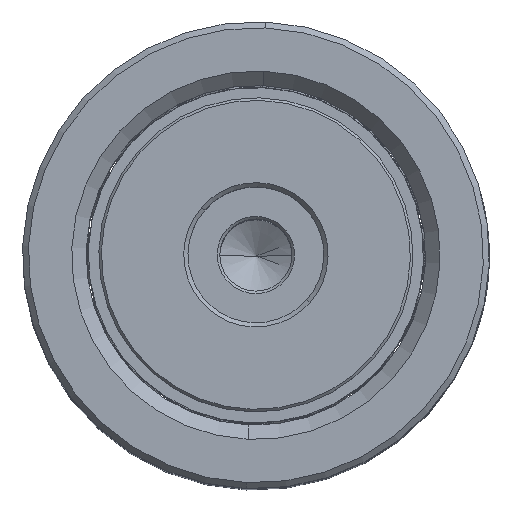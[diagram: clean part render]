
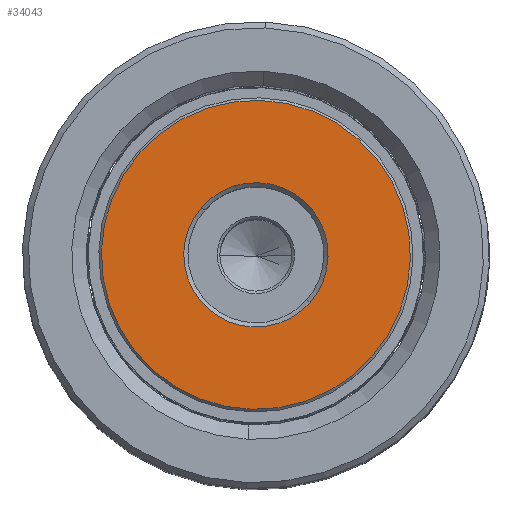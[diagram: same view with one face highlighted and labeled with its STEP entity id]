
A CAD part, top view. The second image highlights one B-rep face of the part: STEP entity #34043.
In plain terms, the highlighted face is planar.
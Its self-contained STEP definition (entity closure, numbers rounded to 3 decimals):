
#1203 = CARTESIAN_POINT ( 'NONE',  ( 8.5, 0., 0. ) ) ;
#1249 = ORIENTED_EDGE ( 'NONE', *, *, #13764, .T. ) ;
#3165 = EDGE_CURVE ( 'NONE', #39040, #23743, #10631, .T. ) ;
#3895 = CARTESIAN_POINT ( 'NONE',  ( 0., 0., 0. ) ) ;
#4069 = AXIS2_PLACEMENT_3D ( 'NONE', #13946, #10509, #24856 ) ;
#5273 = VERTEX_POINT ( 'NONE', #34750 ) ;
#5612 = CARTESIAN_POINT ( 'NONE',  ( 18.2, 0., 0. ) ) ;
#5944 = PLANE ( 'NONE',  #12877 ) ;
#7357 = DIRECTION ( 'NONE',  ( 0., 0., -1. ) ) ;
#9007 = CIRCLE ( 'NONE', #43773, 18.2 ) ;
#9036 = ORIENTED_EDGE ( 'NONE', *, *, #42280, .T. ) ;
#10509 = DIRECTION ( 'NONE',  ( 0., 0., 1. ) ) ;
#10631 = CIRCLE ( 'NONE', #11614, 18.2 ) ;
#11614 = AXIS2_PLACEMENT_3D ( 'NONE', #34354, #37546, #37999 ) ;
#12079 = CIRCLE ( 'NONE', #42072, 8.5 ) ;
#12502 = VERTEX_POINT ( 'NONE', #1203 ) ;
#12585 = FACE_BOUND ( 'NONE', #13208, .T. ) ;
#12635 = ORIENTED_EDGE ( 'NONE', *, *, #29033, .T. ) ;
#12877 = AXIS2_PLACEMENT_3D ( 'NONE', #41428, #45110, #30959 ) ;
#13208 = EDGE_LOOP ( 'NONE', ( #1249, #9036 ) ) ;
#13633 = CARTESIAN_POINT ( 'NONE',  ( -18.2, 0., 0. ) ) ;
#13764 = EDGE_CURVE ( 'NONE', #5273, #12502, #12079, .T. ) ;
#13946 = CARTESIAN_POINT ( 'NONE',  ( 0., 0., 0. ) ) ;
#14259 = DIRECTION ( 'NONE',  ( 0., 0., 1. ) ) ;
#17095 = FACE_OUTER_BOUND ( 'NONE', #17214, .T. ) ;
#17214 = EDGE_LOOP ( 'NONE', ( #45277, #12635 ) ) ;
#23743 = VERTEX_POINT ( 'NONE', #13633 ) ;
#24856 = DIRECTION ( 'NONE',  ( 1., 0., 0. ) ) ;
#25317 = DIRECTION ( 'NONE',  ( 1., 0., 0. ) ) ;
#28937 = CARTESIAN_POINT ( 'NONE',  ( 0., 0., 0. ) ) ;
#29033 = EDGE_CURVE ( 'NONE', #23743, #39040, #9007, .T. ) ;
#30959 = DIRECTION ( 'NONE',  ( 1., 0., 0. ) ) ;
#32544 = DIRECTION ( 'NONE',  ( 1., 0., 0. ) ) ;
#34043 = ADVANCED_FACE ( 'NONE', ( #17095, #12585 ), #5944, .F. ) ;
#34098 = CIRCLE ( 'NONE', #4069, 8.5 ) ;
#34354 = CARTESIAN_POINT ( 'NONE',  ( 0., 0., 0. ) ) ;
#34750 = CARTESIAN_POINT ( 'NONE',  ( -8.5, 0., 0. ) ) ;
#37546 = DIRECTION ( 'NONE',  ( 0., 0., -1. ) ) ;
#37999 = DIRECTION ( 'NONE',  ( 1., 0., 0. ) ) ;
#39040 = VERTEX_POINT ( 'NONE', #5612 ) ;
#41428 = CARTESIAN_POINT ( 'NONE',  ( 0., 0., 0. ) ) ;
#42072 = AXIS2_PLACEMENT_3D ( 'NONE', #3895, #14259, #25317 ) ;
#42280 = EDGE_CURVE ( 'NONE', #12502, #5273, #34098, .T. ) ;
#43773 = AXIS2_PLACEMENT_3D ( 'NONE', #28937, #7357, #32544 ) ;
#45110 = DIRECTION ( 'NONE',  ( 0., 0., 1. ) ) ;
#45277 = ORIENTED_EDGE ( 'NONE', *, *, #3165, .T. ) ;
